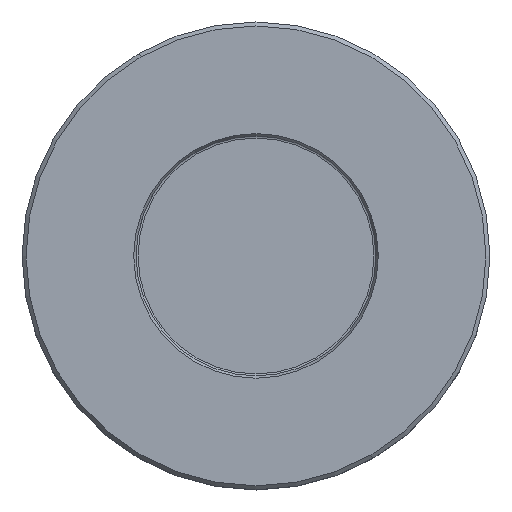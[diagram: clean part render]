
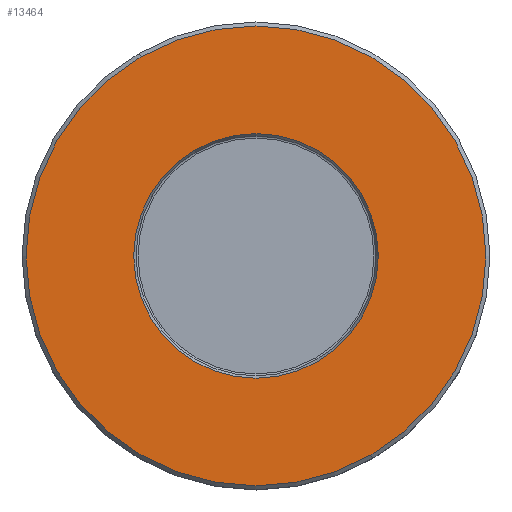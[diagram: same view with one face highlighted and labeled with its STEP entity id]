
A CAD part, top view. The second image highlights one B-rep face of the part: STEP entity #13464.
In plain terms, the highlighted planar face has unit normal (0, 0, 1).
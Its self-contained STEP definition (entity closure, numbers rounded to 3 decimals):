
#224=CARTESIAN_POINT('',(0.,0.,81.5));
#225=DIRECTION('',(0.,0.,-1.));
#226=DIRECTION('',(-0.5,0.866,0.));
#227=AXIS2_PLACEMENT_3D('',#224,#225,#226);
#232=CARTESIAN_POINT('',(0.,0.,81.5));
#233=DIRECTION('',(0.,0.,1.));
#234=DIRECTION('',(-0.5,0.866,0.));
#235=AXIS2_PLACEMENT_3D('',#232,#233,#234);
#240=CARTESIAN_POINT('',(0.,0.,81.5));
#241=DIRECTION('',(0.,0.,1.));
#242=DIRECTION('',(-0.5,0.866,0.));
#243=AXIS2_PLACEMENT_3D('',#240,#241,#242);
#262=CARTESIAN_POINT('',(0.,0.,81.5));
#263=DIRECTION('',(0.,0.,-1.));
#264=DIRECTION('',(-0.5,0.866,0.));
#265=AXIS2_PLACEMENT_3D('',#262,#263,#264);
#13147=CARTESIAN_POINT('',(-15.289,26.481,81.5));
#13148=VERTEX_POINT('',#13147);
#13149=CARTESIAN_POINT('',(-28.75,49.796,81.5));
#13151=VERTEX_POINT('',#13149);
#13205=CARTESIAN_POINT('',(15.289,-26.481,81.5));
#13206=VERTEX_POINT('',#13205);
#13207=CARTESIAN_POINT('',(28.75,-49.796,81.5));
#13209=VERTEX_POINT('',#13207);
#13449=CARTESIAN_POINT('',(0.,0.,81.5));
#13450=DIRECTION('',(0.,0.,1.));
#13451=DIRECTION('',(0.5,-0.866,0.));
#13452=AXIS2_PLACEMENT_3D('',#13449,#13450,#13451);
#13453=PLANE('',#13452);
#13455=ORIENTED_EDGE('',*,*,#13454,.F.);
#13457=ORIENTED_EDGE('',*,*,#13456,.T.);
#13458=EDGE_LOOP('',(#13455,#13457));
#13459=FACE_OUTER_BOUND('',#13458,.F.);
#13460=ORIENTED_EDGE('',*,*,#13428,.F.);
#13461=ORIENTED_EDGE('',*,*,#13444,.T.);
#13462=EDGE_LOOP('',(#13460,#13461));
#13463=FACE_BOUND('',#13462,.F.);
#13464=ADVANCED_FACE('',(#13459,#13463),#13453,.T.);
#228=CIRCLE('',#227,30.577);
#236=CIRCLE('',#235,30.577);
#244=CIRCLE('',#243,57.5);
#266=CIRCLE('',#265,57.5);
#13428=EDGE_CURVE('',#13148,#13206,#228,.T.);
#13444=EDGE_CURVE('',#13148,#13206,#236,.T.);
#13454=EDGE_CURVE('',#13151,#13209,#244,.T.);
#13456=EDGE_CURVE('',#13151,#13209,#266,.T.);
